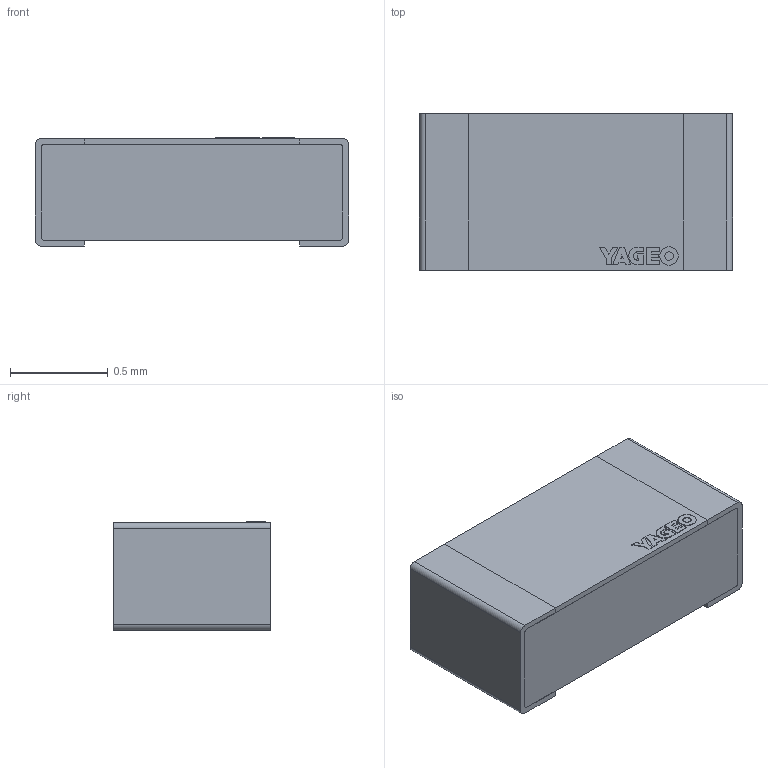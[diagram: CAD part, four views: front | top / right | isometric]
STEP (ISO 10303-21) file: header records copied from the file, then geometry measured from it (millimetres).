
FILE_DESCRIPTION(/* description */ (''),/* implementation_level */ '2;1');
FILE_NAME(/* name */ 'AC0603 thick film res.stp',/* time_stamp */ '2022-06-07T13:57:16-04:00',/* author */ ('rabri'),/* organization */ (''),/* preprocessor_version */ 'ST-DEVELOPER v18',/* originating_system */ 'Autodesk Inventor 2020',/* authorisation */ '');
FILE_SCHEMA (('AUTOMOTIVE_DESIGN { 1 0 10303 214 3 1 1 }'));
Length unit declared in the file: millimetre
Products named in the file (5): Yageo AC1218JK-073KL - 1218 thick film res; terminal; body; top; logo
Assembly tree (4 placements, depth 2):
  Yageo AC1218JK-073KL - 1218 thick film res
    terminal
    body
    top
    logo
Bounding box: 1.6 x 0.8 x 0.55 mm (x, y, z)
Volume: 0.7 mm3; surface area: 10 mm2
Topology: 9 solids, 9 shells, 107 faces, 269 edges, 180 vertices
Faces by surface type: plane 83, cylinder 13, bspline 11
Full cylindrical faces by diameter (mm): 0.043 x1
Entity records: 3593 total; most frequent: CARTESIAN_POINT 828, ORIENTED_EDGE 538, DIRECTION 501, EDGE_CURVE 269, LINE 219, VECTOR 219, VERTEX_POINT 180, AXIS2_PLACEMENT_3D 141
